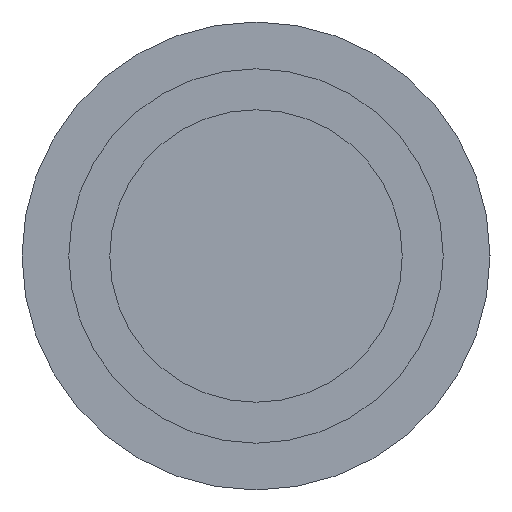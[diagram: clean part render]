
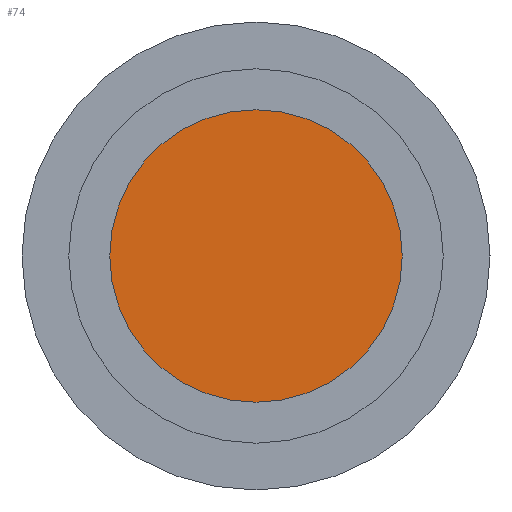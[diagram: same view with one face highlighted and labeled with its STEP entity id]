
A CAD part, left-side view. The second image highlights one B-rep face of the part: STEP entity #74.
In plain terms, the highlighted planar face has unit normal (-1, 0, 0).
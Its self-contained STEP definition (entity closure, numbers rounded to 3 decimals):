
#12=PLANE('',#96);
#18=ORIENTED_EDGE('',*,*,#29,.F.);
#29=EDGE_CURVE('',#35,#35,#41,.T.);
#35=VERTEX_POINT('',#139);
#41=CIRCLE('',#95,1.25);
#48=EDGE_LOOP('',(#18));
#60=FACE_BOUND('',#48,.T.);
#74=ADVANCED_FACE('',(#60),#12,.F.);
#95=AXIS2_PLACEMENT_3D('',#138,#112,#113);
#96=AXIS2_PLACEMENT_3D('',#140,#114,#115);
#112=DIRECTION('',(1.,0.,0.));
#113=DIRECTION('',(0.,0.,-1.));
#114=DIRECTION('',(1.,0.,0.));
#115=DIRECTION('',(0.,1.,0.));
#138=CARTESIAN_POINT('',(0.,0.,0.));
#139=CARTESIAN_POINT('',(0.,0.,-1.25));
#140=CARTESIAN_POINT('',(0.,0.,0.));
